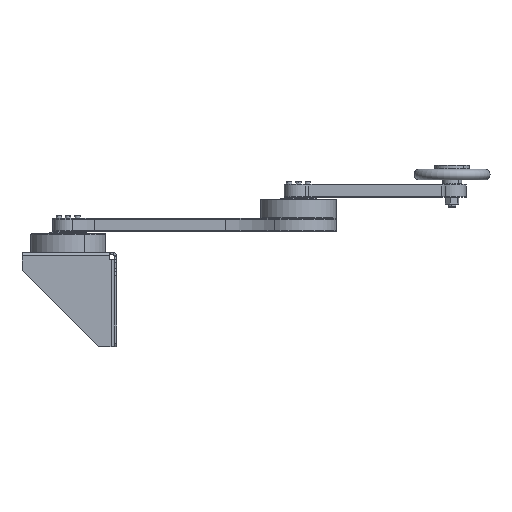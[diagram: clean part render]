
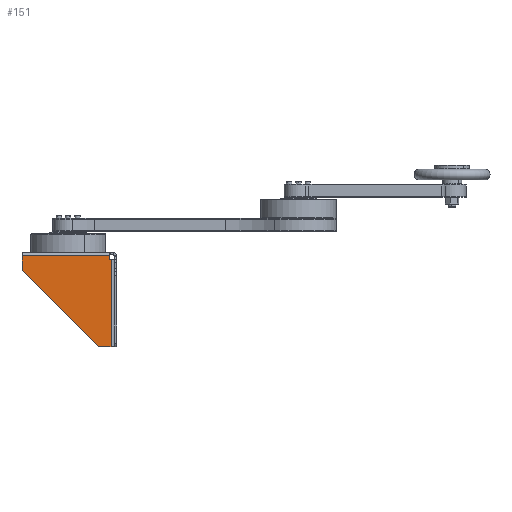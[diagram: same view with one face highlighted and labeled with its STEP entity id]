
A CAD part, left-side view. The second image highlights one B-rep face of the part: STEP entity #151.
In plain terms, the highlighted planar face has unit normal (-1, 0, 0).
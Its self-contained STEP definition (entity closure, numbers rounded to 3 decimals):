
#86 = VERTEX_POINT ( 'NONE', #10083 ) ;
#136 = DIRECTION ( 'NONE',  ( 0., 0., 1. ) ) ;
#146 = DIRECTION ( 'NONE',  ( 0., -1., 0. ) ) ;
#151 = ADVANCED_FACE ( 'NONE', ( #6383 ), #11655, .T. ) ;
#319 = DIRECTION ( 'NONE',  ( 0., -1., 0. ) ) ;
#793 = VERTEX_POINT ( 'NONE', #6790 ) ;
#831 = CIRCLE ( 'NONE', #6554, 1. ) ;
#1210 = EDGE_CURVE ( 'NONE', #9252, #6277, #14161, .T. ) ;
#1508 = EDGE_CURVE ( 'NONE', #10029, #16776, #2056, .T. ) ;
#1796 = CARTESIAN_POINT ( 'NONE',  ( -60., 7.1, -61.5 ) ) ;
#1871 = VERTEX_POINT ( 'NONE', #4853 ) ;
#2009 = CARTESIAN_POINT ( 'NONE',  ( -60., 123.1, -61.5 ) ) ;
#2056 = LINE ( 'NONE', #15015, #5720 ) ;
#2097 = VERTEX_POINT ( 'NONE', #2840 ) ;
#2254 = DIRECTION ( 'NONE',  ( 0., 0.707, 0.707 ) ) ;
#2470 = ORIENTED_EDGE ( 'NONE', *, *, #13742, .F. ) ;
#2595 = DIRECTION ( 'NONE',  ( 0., 0., 1. ) ) ;
#2840 = CARTESIAN_POINT ( 'NONE',  ( -60., 123.1, 57.5 ) ) ;
#3083 = CARTESIAN_POINT ( 'NONE',  ( -60., 121.636, 37.036 ) ) ;
#3123 = DIRECTION ( 'NONE',  ( 0., 0., -1. ) ) ;
#3175 = CARTESIAN_POINT ( 'NONE',  ( -60., 9., 53.5 ) ) ;
#3536 = LINE ( 'NONE', #14090, #9803 ) ;
#3549 = AXIS2_PLACEMENT_3D ( 'NONE', #6413, #10390, #2595 ) ;
#3619 = ORIENTED_EDGE ( 'NONE', *, *, #14478, .T. ) ;
#4040 = CARTESIAN_POINT ( 'NONE',  ( -60., 21.029, -61.5 ) ) ;
#4242 = DIRECTION ( 'NONE',  ( -1., 0., 0. ) ) ;
#4293 = VECTOR ( 'NONE', #3123, 1000. ) ;
#4631 = DIRECTION ( 'NONE',  ( 0., 0., -1. ) ) ;
#4668 = LINE ( 'NONE', #2009, #4293 ) ;
#4853 = CARTESIAN_POINT ( 'NONE',  ( -60., 24.564, -60.036 ) ) ;
#4892 = CIRCLE ( 'NONE', #3549, 5. ) ;
#5307 = EDGE_CURVE ( 'NONE', #10620, #6277, #12133, .T. ) ;
#5524 = EDGE_CURVE ( 'NONE', #2097, #793, #4668, .T. ) ;
#5588 = EDGE_CURVE ( 'NONE', #1871, #8395, #3536, .T. ) ;
#5720 = VECTOR ( 'NONE', #4631, 1000. ) ;
#6277 = VERTEX_POINT ( 'NONE', #12251 ) ;
#6383 = FACE_OUTER_BOUND ( 'NONE', #8097, .T. ) ;
#6413 = CARTESIAN_POINT ( 'NONE',  ( -60., 21.029, -56.5 ) ) ;
#6515 = CARTESIAN_POINT ( 'NONE',  ( -60., 9., 57.5 ) ) ;
#6542 = CARTESIAN_POINT ( 'NONE',  ( -60., 123.1, -61.5 ) ) ;
#6554 = AXIS2_PLACEMENT_3D ( 'NONE', #10132, #14129, #10400 ) ;
#6563 = EDGE_CURVE ( 'NONE', #86, #16776, #831, .T. ) ;
#6790 = CARTESIAN_POINT ( 'NONE',  ( -60., 123.1, 40.571 ) ) ;
#6817 = LINE ( 'NONE', #12072, #13924 ) ;
#7173 = ORIENTED_EDGE ( 'NONE', *, *, #7694, .T. ) ;
#7682 = CIRCLE ( 'NONE', #10983, 5. ) ;
#7694 = EDGE_CURVE ( 'NONE', #1871, #9252, #4892, .T. ) ;
#8097 = EDGE_LOOP ( 'NONE', ( #12313, #3619, #9081, #7173, #8564, #12827, #13425, #12164, #11540, #2470 ) ) ;
#8395 = VERTEX_POINT ( 'NONE', #3083 ) ;
#8564 = ORIENTED_EDGE ( 'NONE', *, *, #1210, .T. ) ;
#9081 = ORIENTED_EDGE ( 'NONE', *, *, #5588, .F. ) ;
#9252 = VERTEX_POINT ( 'NONE', #4040 ) ;
#9254 = CARTESIAN_POINT ( 'NONE',  ( -60., 118.1, 40.571 ) ) ;
#9416 = CARTESIAN_POINT ( 'NONE',  ( -60., 7.1, 52.5 ) ) ;
#9803 = VECTOR ( 'NONE', #2254, 1000. ) ;
#9940 = DIRECTION ( 'NONE',  ( 0., -1., 0. ) ) ;
#10029 = VERTEX_POINT ( 'NONE', #6515 ) ;
#10083 = CARTESIAN_POINT ( 'NONE',  ( -60., 8., 52.5 ) ) ;
#10132 = CARTESIAN_POINT ( 'NONE',  ( -60., 8., 53.5 ) ) ;
#10390 = DIRECTION ( 'NONE',  ( -1., 0., 0. ) ) ;
#10400 = DIRECTION ( 'NONE',  ( 0., 0., 1. ) ) ;
#10620 = VERTEX_POINT ( 'NONE', #9416 ) ;
#10983 = AXIS2_PLACEMENT_3D ( 'NONE', #9254, #4242, #14719 ) ;
#11540 = ORIENTED_EDGE ( 'NONE', *, *, #1508, .F. ) ;
#11655 = PLANE ( 'NONE',  #12845 ) ;
#11779 = VECTOR ( 'NONE', #9940, 1000. ) ;
#11838 = EDGE_CURVE ( 'NONE', #86, #10620, #6817, .T. ) ;
#11921 = LINE ( 'NONE', #14447, #13725 ) ;
#12072 = CARTESIAN_POINT ( 'NONE',  ( -60., 123.1, 52.5 ) ) ;
#12133 = LINE ( 'NONE', #1796, #15327 ) ;
#12164 = ORIENTED_EDGE ( 'NONE', *, *, #6563, .T. ) ;
#12251 = CARTESIAN_POINT ( 'NONE',  ( -60., 7.1, -61.5 ) ) ;
#12313 = ORIENTED_EDGE ( 'NONE', *, *, #5524, .T. ) ;
#12827 = ORIENTED_EDGE ( 'NONE', *, *, #5307, .F. ) ;
#12845 = AXIS2_PLACEMENT_3D ( 'NONE', #16594, #15298, #136 ) ;
#13425 = ORIENTED_EDGE ( 'NONE', *, *, #11838, .F. ) ;
#13445 = DIRECTION ( 'NONE',  ( 0., 0., -1. ) ) ;
#13725 = VECTOR ( 'NONE', #146, 1000. ) ;
#13742 = EDGE_CURVE ( 'NONE', #2097, #10029, #11921, .T. ) ;
#13924 = VECTOR ( 'NONE', #319, 1000. ) ;
#14090 = CARTESIAN_POINT ( 'NONE',  ( -60., 73.1, -11.5 ) ) ;
#14129 = DIRECTION ( 'NONE',  ( 1., 0., 0. ) ) ;
#14161 = LINE ( 'NONE', #6542, #11779 ) ;
#14447 = CARTESIAN_POINT ( 'NONE',  ( -60., 123.1, 57.5 ) ) ;
#14478 = EDGE_CURVE ( 'NONE', #793, #8395, #7682, .T. ) ;
#14719 = DIRECTION ( 'NONE',  ( 0., 0., 1. ) ) ;
#15015 = CARTESIAN_POINT ( 'NONE',  ( -60., 9., -61.5 ) ) ;
#15298 = DIRECTION ( 'NONE',  ( -1., 0., 0. ) ) ;
#15327 = VECTOR ( 'NONE', #13445, 1000. ) ;
#16594 = CARTESIAN_POINT ( 'NONE',  ( -60., 123.1, -61.5 ) ) ;
#16776 = VERTEX_POINT ( 'NONE', #3175 ) ;
